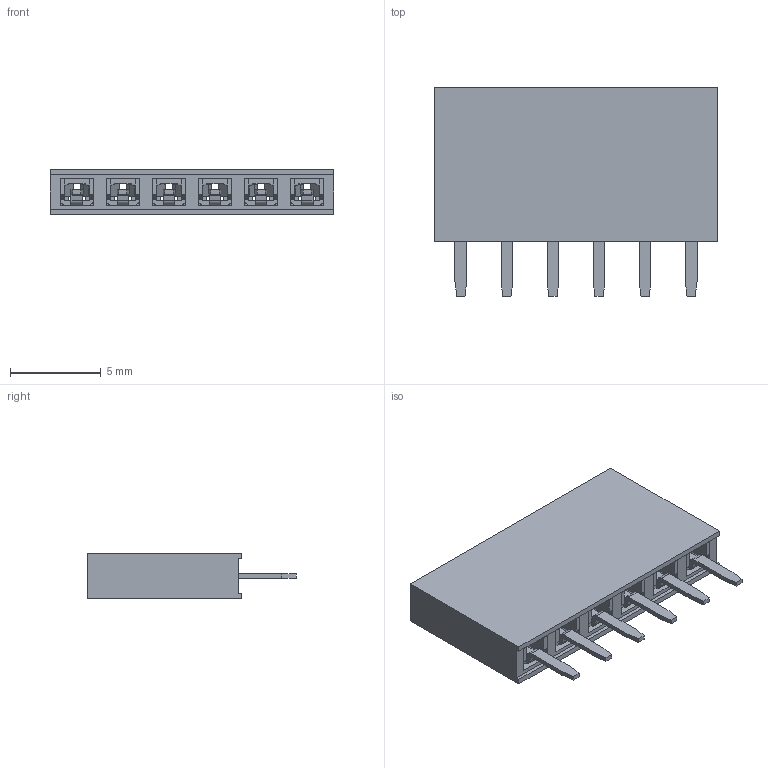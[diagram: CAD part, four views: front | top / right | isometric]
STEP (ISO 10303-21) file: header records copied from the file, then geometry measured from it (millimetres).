
FILE_DESCRIPTION((''),'2;1');
FILE_NAME('M20-7820646_ASM','2014-09-11T',('sbennett'),(''),'PRO/ENGINEER BY PARAMETRIC TECHNOLOGY CORPORATION, 2014090','PRO/ENGINEER BY PARAMETRIC TECHNOLOGY CORPORATION, 2014090','');
FILE_SCHEMA(('CONFIG_CONTROL_DESIGN'));
Length unit declared in the file: millimetre
Products named in the file (3): M20-78206_MOULD; M20-782_CONTACT; M20-7820646_ASM
Assembly tree (7 placements, depth 2):
  M20-7820646_ASM
    M20-78206_MOULD
    M20-782_CONTACT  x6
Bounding box: 15.64 x 11.5 x 2.5 mm (x, y, z)
Volume: 245 mm3; surface area: 933.4 mm2
Topology: 7 solids, 7 shells, 628 faces, 1650 edges, 1048 vertices
Faces by surface type: plane 496, cylinder 132
Entity records: 7181 total; most frequent: CARTESIAN_POINT 956, ORIENTED_EDGE 910, DIRECTION 859, PRESENTATION_STYLE_ASSIGNMENT 489, STYLED_ITEM 457, CURVE_STYLE 455, EDGE_CURVE 455, VECTOR 407
